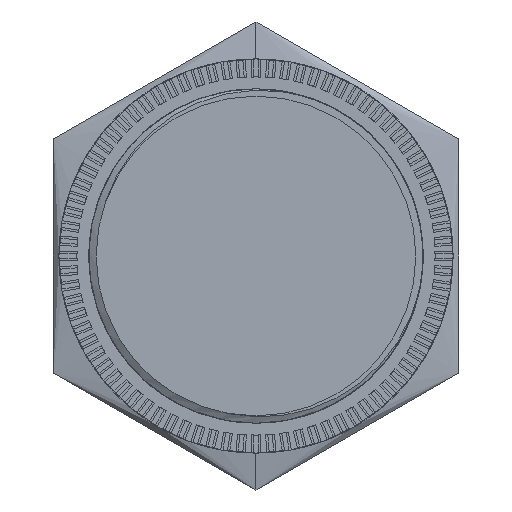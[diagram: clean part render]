
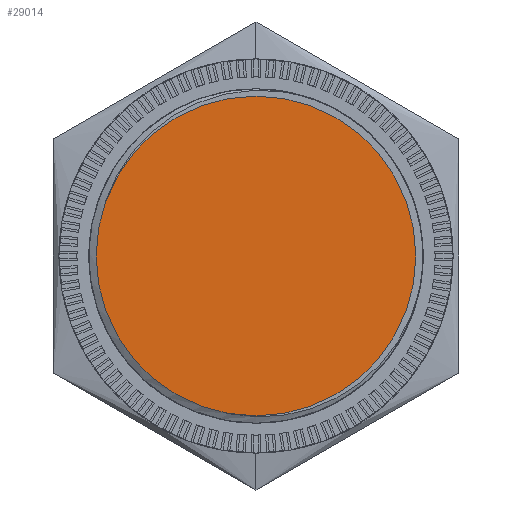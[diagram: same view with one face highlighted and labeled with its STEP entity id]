
A CAD part, left-side view. The second image highlights one B-rep face of the part: STEP entity #29014.
In plain terms, the highlighted planar face has unit normal (-1, 0, 0).
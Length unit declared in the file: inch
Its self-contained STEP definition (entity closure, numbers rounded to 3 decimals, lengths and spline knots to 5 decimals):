
#513 = CARTESIAN_POINT ( 'NONE',  ( -2.46063, 0.07256, 1.92117 ) ) ;
#6360 = DIRECTION ( 'NONE',  ( 0., 0., 1. ) ) ;
#9466 = CIRCLE ( 'NONE', #36436, 0.55906 ) ;
#11027 = CARTESIAN_POINT ( 'NONE',  ( -2.46063, 0.07256, 3.03928 ) ) ;
#13416 = VERTEX_POINT ( 'NONE', #11027 ) ;
#17199 = CARTESIAN_POINT ( 'NONE',  ( -2.46063, 0.07256, 2.48023 ) ) ;
#17336 = DIRECTION ( 'NONE',  ( -1., 0., 0. ) ) ;
#17755 = EDGE_CURVE ( 'NONE', #13416, #24500, #36159, .T. ) ;
#23623 = EDGE_CURVE ( 'NONE', #24500, #13416, #9466, .T. ) ;
#24500 = VERTEX_POINT ( 'NONE', #513 ) ;
#24695 = DIRECTION ( 'NONE',  ( -1., 0., 0. ) ) ;
#29014 = ADVANCED_FACE ( 'NONE', ( #44912 ), #37402, .F. ) ;
#30670 = CARTESIAN_POINT ( 'NONE',  ( -2.46063, 0.07256, 2.48023 ) ) ;
#31552 = AXIS2_PLACEMENT_3D ( 'NONE', #17199, #24695, #6360 ) ;
#34118 = ORIENTED_EDGE ( 'NONE', *, *, #17755, .T. ) ;
#34280 = DIRECTION ( 'NONE',  ( 1., 0., 0. ) ) ;
#35743 = ORIENTED_EDGE ( 'NONE', *, *, #23623, .T. ) ;
#36159 = CIRCLE ( 'NONE', #31552, 0.55906 ) ;
#36436 = AXIS2_PLACEMENT_3D ( 'NONE', #39317, #17336, #43420 ) ;
#37402 = PLANE ( 'NONE',  #45208 ) ;
#39317 = CARTESIAN_POINT ( 'NONE',  ( -2.46063, 0.07256, 2.48023 ) ) ;
#43420 = DIRECTION ( 'NONE',  ( 0., 0., -1. ) ) ;
#44912 = FACE_OUTER_BOUND ( 'NONE', #47766, .T. ) ;
#45208 = AXIS2_PLACEMENT_3D ( 'NONE', #30670, #34280, #45394 ) ;
#45394 = DIRECTION ( 'NONE',  ( 0., 1., 0. ) ) ;
#47766 = EDGE_LOOP ( 'NONE', ( #34118, #35743 ) ) ;
